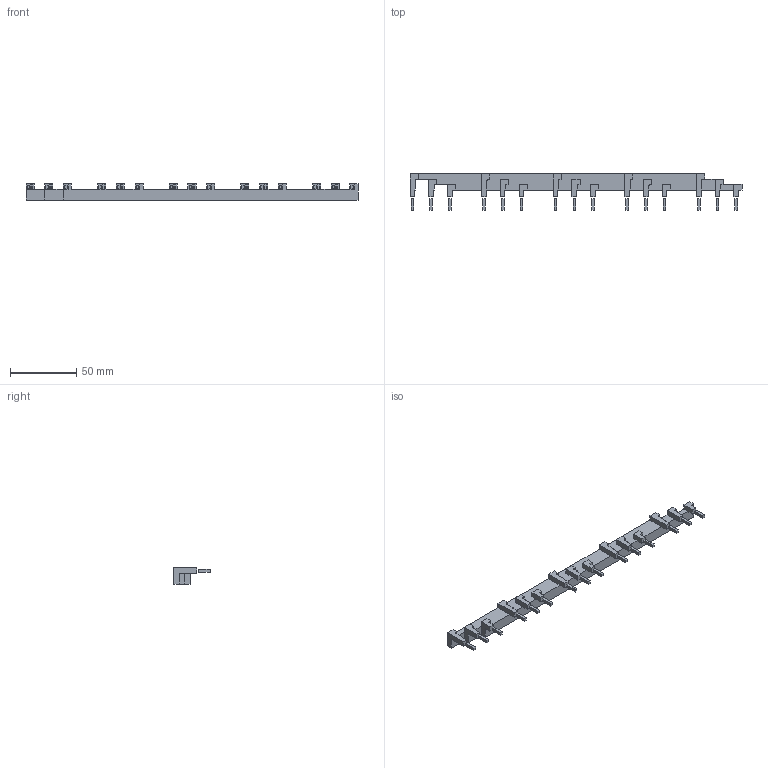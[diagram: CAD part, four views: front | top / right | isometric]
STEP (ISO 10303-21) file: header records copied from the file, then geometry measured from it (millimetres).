
FILE_DESCRIPTION((' '),'2;1');
FILE_NAME('KT7-32-DB-54-5_3D.stp','2012-04-03T14:57:44',(' '),(' '),' ','ACIS',' ');
FILE_SCHEMA(('CONFIG_CONTROL_DESIGN'));
Length unit declared in the file: millimetre
Products named in the file (17): KT7-32-DB-54-5_3D.stp; Body1; Body2; Body3; Body4; Body5; Body6; Body7; Body8; Body9; Body10; Body11; Body12; Body13; Body14; Body15; Body16
Assembly tree (16 placements, depth 2):
  KT7-32-DB-54-5_3D.stp
    Body1
    Body2
    Body3
    Body4
    Body5
    Body6
    Body7
    Body8
    Body9
    Body10
    Body11
    Body12
    Body13
    Body14
    Body15
    Body16
Bounding box: 250.3 x 27.4 x 12.3 mm (x, y, z)
Volume: 26425.9 mm3; surface area: 13956 mm2
Topology: 16 solids, 16 shells, 232 faces, 584 edges, 384 vertices
Faces by surface type: plane 222, cylinder 10
Entity records: 9217 total; most frequent: CARTESIAN_POINT 1233, ORIENTED_EDGE 1168, DIRECTION 1135, EDGE_CURVE 584, VECTOR 563, LINE 563, VERTEX_POINT 384, AXIS2_PLACEMENT_3D 286
